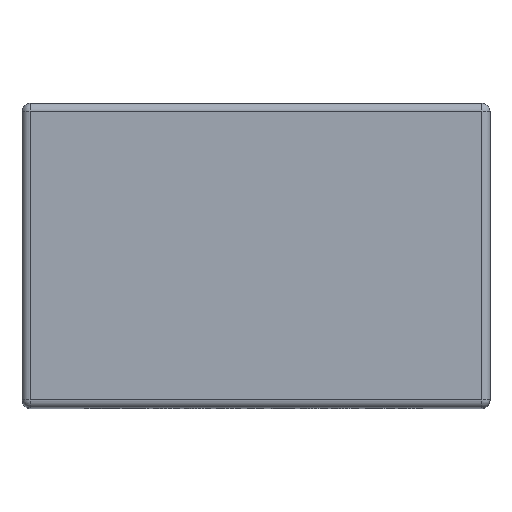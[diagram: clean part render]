
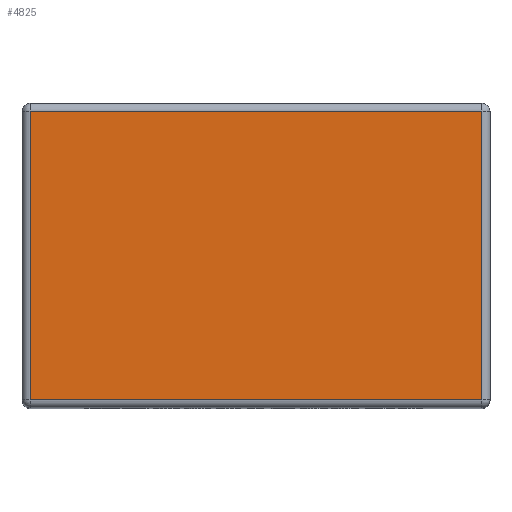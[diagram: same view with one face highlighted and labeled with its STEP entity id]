
A CAD part, top view. The second image highlights one B-rep face of the part: STEP entity #4825.
In plain terms, the highlighted planar face has unit normal (0, 0, 1).
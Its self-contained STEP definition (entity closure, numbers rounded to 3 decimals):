
#118 = DIRECTION ( 'NONE',  ( 1., 0., 0. ) ) ;
#710 = CARTESIAN_POINT ( 'NONE',  ( 5.6, 3.575, 5.08 ) ) ;
#722 = DIRECTION ( 'NONE',  ( 1., 0., 0. ) ) ;
#3095 = VECTOR ( 'NONE', #23719, 1000. ) ;
#4538 = CARTESIAN_POINT ( 'NONE',  ( 0., 0., 5.08 ) ) ;
#4825 = ADVANCED_FACE ( 'NONE', ( #12083 ), #10104, .T. ) ;
#4865 = VECTOR ( 'NONE', #16792, 1000. ) ;
#5541 = VECTOR ( 'NONE', #9473, 1000. ) ;
#8259 = VERTEX_POINT ( 'NONE', #25058 ) ;
#9473 = DIRECTION ( 'NONE',  ( 0., 1., 0. ) ) ;
#9769 = ORIENTED_EDGE ( 'NONE', *, *, #20005, .T. ) ;
#9928 = CARTESIAN_POINT ( 'NONE',  ( -5.6, -3.775, 5.08 ) ) ;
#10104 = PLANE ( 'NONE',  #19138 ) ;
#10676 = EDGE_CURVE ( 'NONE', #20257, #17695, #18489, .T. ) ;
#11417 = CARTESIAN_POINT ( 'NONE',  ( 5.6, 3.775, 5.08 ) ) ;
#12083 = FACE_OUTER_BOUND ( 'NONE', #15071, .T. ) ;
#12471 = DIRECTION ( 'NONE',  ( 0., 0., 1. ) ) ;
#15071 = EDGE_LOOP ( 'NONE', ( #24993, #18278, #17492, #9769 ) ) ;
#15376 = LINE ( 'NONE', #11417, #5541 ) ;
#15393 = EDGE_CURVE ( 'NONE', #8259, #25780, #17172, .T. ) ;
#15717 = LINE ( 'NONE', #9928, #3095 ) ;
#16350 = CARTESIAN_POINT ( 'NONE',  ( 5.6, -3.575, 5.08 ) ) ;
#16792 = DIRECTION ( 'NONE',  ( -1., 0., 0. ) ) ;
#17172 = LINE ( 'NONE', #24243, #19495 ) ;
#17492 = ORIENTED_EDGE ( 'NONE', *, *, #15393, .T. ) ;
#17695 = VERTEX_POINT ( 'NONE', #20449 ) ;
#18278 = ORIENTED_EDGE ( 'NONE', *, *, #24706, .T. ) ;
#18489 = LINE ( 'NONE', #24683, #4865 ) ;
#19138 = AXIS2_PLACEMENT_3D ( 'NONE', #4538, #12471, #722 ) ;
#19495 = VECTOR ( 'NONE', #118, 1000. ) ;
#20005 = EDGE_CURVE ( 'NONE', #25780, #20257, #15376, .T. ) ;
#20257 = VERTEX_POINT ( 'NONE', #710 ) ;
#20449 = CARTESIAN_POINT ( 'NONE',  ( -5.6, 3.575, 5.08 ) ) ;
#23719 = DIRECTION ( 'NONE',  ( 0., -1., 0. ) ) ;
#24243 = CARTESIAN_POINT ( 'NONE',  ( 5.8, -3.575, 5.08 ) ) ;
#24683 = CARTESIAN_POINT ( 'NONE',  ( -5.8, 3.575, 5.08 ) ) ;
#24706 = EDGE_CURVE ( 'NONE', #17695, #8259, #15717, .T. ) ;
#24993 = ORIENTED_EDGE ( 'NONE', *, *, #10676, .T. ) ;
#25058 = CARTESIAN_POINT ( 'NONE',  ( -5.6, -3.575, 5.08 ) ) ;
#25780 = VERTEX_POINT ( 'NONE', #16350 ) ;
